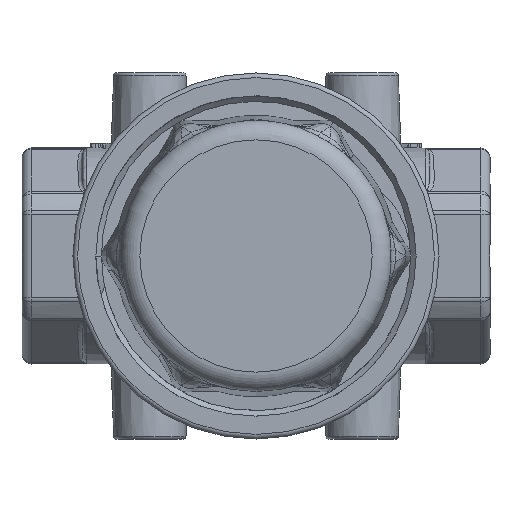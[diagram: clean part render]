
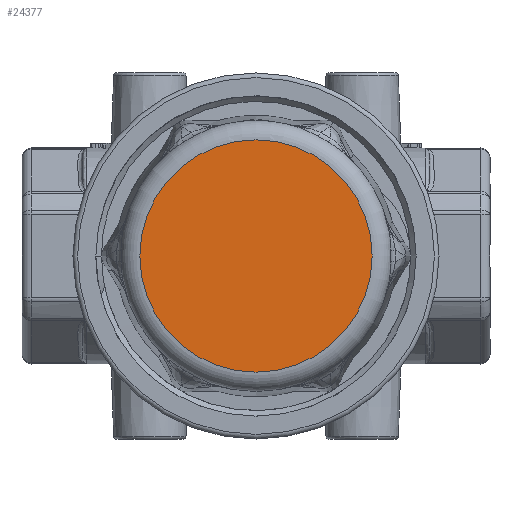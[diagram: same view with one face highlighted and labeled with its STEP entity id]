
A CAD part, front view. The second image highlights one B-rep face of the part: STEP entity #24377.
In plain terms, the highlighted planar face has unit normal (0, -1, 0).
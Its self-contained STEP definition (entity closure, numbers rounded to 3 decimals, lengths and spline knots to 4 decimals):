
#1471=PLANE('',#26457);
#3114=FACE_OUTER_BOUND('',#4625,.T.);
#4625=EDGE_LOOP('',(#22924,#22925));
#5411=CIRCLE('',#26325,0.7522);
#5420=CIRCLE('',#26334,0.7522);
#11693=VERTEX_POINT('',#84630);
#11694=VERTEX_POINT('',#84631);
#15226=EDGE_CURVE('',#11693,#11694,#5411,.T.);
#15250=EDGE_CURVE('',#11694,#11693,#5420,.T.);
#22924=ORIENTED_EDGE('',*,*,#15226,.F.);
#22925=ORIENTED_EDGE('',*,*,#15250,.F.);
#24377=ADVANCED_FACE('',(#3114),#1471,.T.);
#26325=AXIS2_PLACEMENT_3D('',#84632,#31481,#31482);
#26334=AXIS2_PLACEMENT_3D('',#84732,#31499,#31500);
#26457=AXIS2_PLACEMENT_3D('',#89295,#31747,#31748);
#31481=DIRECTION('center_axis',(0.,1.,0.));
#31482=DIRECTION('ref_axis',(-1.,0.,0.));
#31499=DIRECTION('center_axis',(0.,1.,0.));
#31500=DIRECTION('ref_axis',(-1.,0.,0.));
#31747=DIRECTION('center_axis',(0.,-1.,0.));
#31748=DIRECTION('ref_axis',(0.,0.,-1.));
#84630=CARTESIAN_POINT('',(0.7522,-2.825,0.));
#84631=CARTESIAN_POINT('',(0.,-2.825,0.7522));
#84632=CARTESIAN_POINT('Origin',(0.,-2.825,0.));
#84732=CARTESIAN_POINT('Origin',(0.,-2.825,0.));
#89295=CARTESIAN_POINT('Origin',(0.4375,-2.825,0.));
